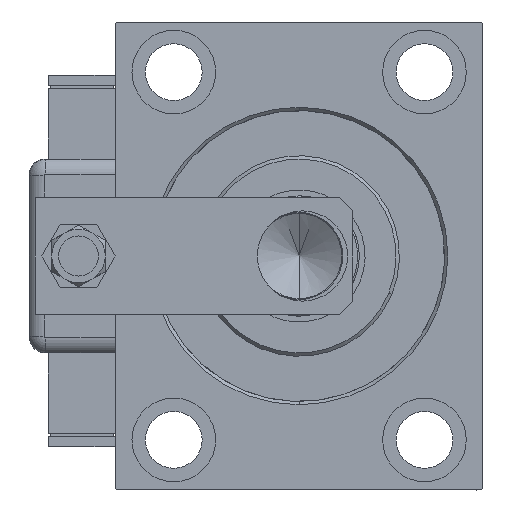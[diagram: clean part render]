
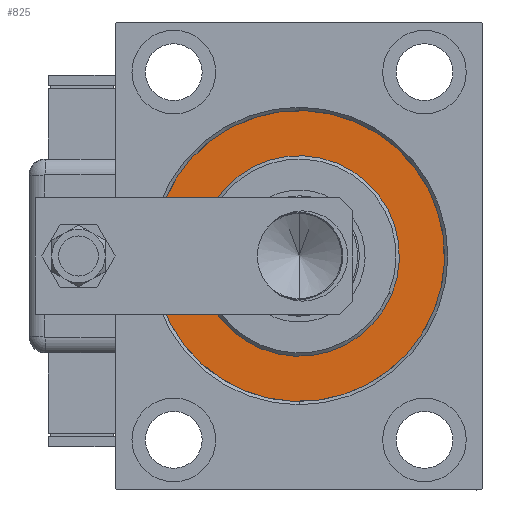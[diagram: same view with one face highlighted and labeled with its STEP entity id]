
A CAD part, left-side view. The second image highlights one B-rep face of the part: STEP entity #825.
In plain terms, the highlighted face is planar.
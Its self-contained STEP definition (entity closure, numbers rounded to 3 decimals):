
#49 = DIRECTION ( 'NONE',  ( 0., 0., -1. ) ) ;
#825 = ADVANCED_FACE ( 'NONE', ( #57994, #58296 ), #7417, .F. ) ;
#1787 = CARTESIAN_POINT ( 'NONE',  ( 0., 0., 30. ) ) ;
#4228 = CARTESIAN_POINT ( 'NONE',  ( 0., 0., -30. ) ) ;
#6771 = EDGE_LOOP ( 'NONE', ( #17172, #32131 ) ) ;
#7417 = PLANE ( 'NONE',  #14488 ) ;
#7511 = VERTEX_POINT ( 'NONE', #4228 ) ;
#10423 = ORIENTED_EDGE ( 'NONE', *, *, #52610, .F. ) ;
#10507 = DIRECTION ( 'NONE',  ( 1., 0., 0. ) ) ;
#11444 = CARTESIAN_POINT ( 'NONE',  ( 0., 0., 0. ) ) ;
#11656 = DIRECTION ( 'NONE',  ( 0., 0., 1. ) ) ;
#13432 = ORIENTED_EDGE ( 'NONE', *, *, #53427, .F. ) ;
#14333 = CIRCLE ( 'NONE', #38531, 43.5 ) ;
#14488 = AXIS2_PLACEMENT_3D ( 'NONE', #25576, #16804, #11656 ) ;
#15360 = DIRECTION ( 'NONE',  ( 0., 0., -1. ) ) ;
#16804 = DIRECTION ( 'NONE',  ( -1., 0., 0. ) ) ;
#17172 = ORIENTED_EDGE ( 'NONE', *, *, #29713, .F. ) ;
#17622 = CIRCLE ( 'NONE', #24343, 30. ) ;
#18239 = DIRECTION ( 'NONE',  ( 1., 0., 0. ) ) ;
#23532 = VERTEX_POINT ( 'NONE', #25575 ) ;
#24343 = AXIS2_PLACEMENT_3D ( 'NONE', #40679, #18239, #49 ) ;
#25575 = CARTESIAN_POINT ( 'NONE',  ( 0., 0., 43.5 ) ) ;
#25576 = CARTESIAN_POINT ( 'NONE',  ( 0., 0., 0. ) ) ;
#25658 = DIRECTION ( 'NONE',  ( 0., 0., 1. ) ) ;
#28064 = CARTESIAN_POINT ( 'NONE',  ( 0., 0., 0. ) ) ;
#29713 = EDGE_CURVE ( 'NONE', #37368, #23532, #14333, .T. ) ;
#30071 = CIRCLE ( 'NONE', #48431, 30. ) ;
#30117 = EDGE_CURVE ( 'NONE', #23532, #37368, #41988, .T. ) ;
#32131 = ORIENTED_EDGE ( 'NONE', *, *, #30117, .F. ) ;
#34459 = DIRECTION ( 'NONE',  ( -1., 0., 0. ) ) ;
#36207 = AXIS2_PLACEMENT_3D ( 'NONE', #11444, #34459, #25658 ) ;
#37368 = VERTEX_POINT ( 'NONE', #44345 ) ;
#38531 = AXIS2_PLACEMENT_3D ( 'NONE', #28064, #46531, #40531 ) ;
#40531 = DIRECTION ( 'NONE',  ( 0., 0., 1. ) ) ;
#40679 = CARTESIAN_POINT ( 'NONE',  ( 0., 0., 0. ) ) ;
#41988 = CIRCLE ( 'NONE', #36207, 43.5 ) ;
#44345 = CARTESIAN_POINT ( 'NONE',  ( 0., 0., -43.5 ) ) ;
#45820 = VERTEX_POINT ( 'NONE', #1787 ) ;
#46531 = DIRECTION ( 'NONE',  ( -1., 0., 0. ) ) ;
#48431 = AXIS2_PLACEMENT_3D ( 'NONE', #57151, #10507, #15360 ) ;
#52610 = EDGE_CURVE ( 'NONE', #7511, #45820, #17622, .T. ) ;
#53427 = EDGE_CURVE ( 'NONE', #45820, #7511, #30071, .T. ) ;
#54817 = EDGE_LOOP ( 'NONE', ( #13432, #10423 ) ) ;
#57151 = CARTESIAN_POINT ( 'NONE',  ( 0., 0., 0. ) ) ;
#57994 = FACE_BOUND ( 'NONE', #54817, .T. ) ;
#58296 = FACE_OUTER_BOUND ( 'NONE', #6771, .T. ) ;
